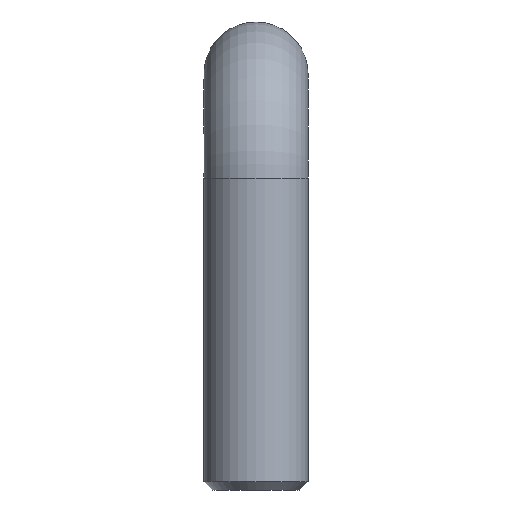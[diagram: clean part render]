
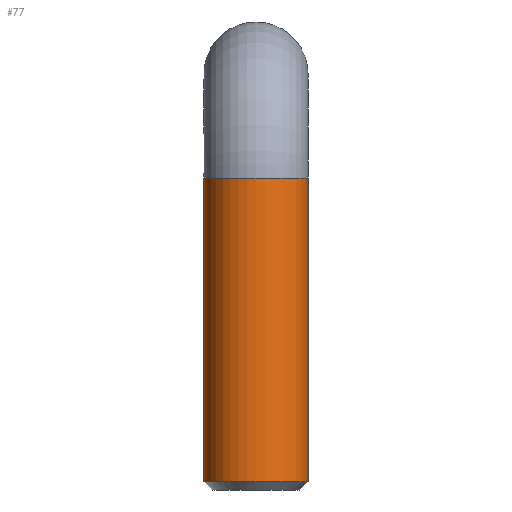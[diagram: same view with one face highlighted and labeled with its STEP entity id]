
A CAD part, left-side view. The second image highlights one B-rep face of the part: STEP entity #77.
In plain terms, the highlighted cylindrical face has radius 3.175 mm (diameter 6.35 mm), a full revolution.
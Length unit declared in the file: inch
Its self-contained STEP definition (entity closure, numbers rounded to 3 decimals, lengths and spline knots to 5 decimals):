
#18=CYLINDRICAL_SURFACE('',#94,0.125);
#21=FACE_BOUND('',#35,.T.);
#26=FACE_OUTER_BOUND('',#34,.T.);
#34=EDGE_LOOP('',(#64));
#35=EDGE_LOOP('',(#65));
#44=CIRCLE('',#92,0.125);
#46=CIRCLE('',#95,0.125);
#50=VERTEX_POINT('',#134);
#52=VERTEX_POINT('',#139);
#56=EDGE_CURVE('',#50,#50,#44,.T.);
#58=EDGE_CURVE('',#52,#52,#46,.T.);
#64=ORIENTED_EDGE('',*,*,#58,.T.);
#65=ORIENTED_EDGE('',*,*,#56,.F.);
#77=ADVANCED_FACE('',(#26,#21),#18,.T.);
#92=AXIS2_PLACEMENT_3D('',#135,#108,#109);
#94=AXIS2_PLACEMENT_3D('',#138,#112,#113);
#95=AXIS2_PLACEMENT_3D('',#140,#114,#115);
#108=DIRECTION('center_axis',(0.,0.,-1.));
#109=DIRECTION('ref_axis',(0.,-1.,0.));
#112=DIRECTION('center_axis',(0.,0.,-1.));
#113=DIRECTION('ref_axis',(0.,-1.,0.));
#114=DIRECTION('center_axis',(0.,0.,-1.));
#115=DIRECTION('ref_axis',(0.,-1.,0.));
#134=CARTESIAN_POINT('',(-1.875,0.125,-0.98));
#135=CARTESIAN_POINT('Origin',(-1.875,0.,-0.98));
#138=CARTESIAN_POINT('Origin',(-1.875,0.,-0.25));
#139=CARTESIAN_POINT('',(-1.875,0.125,-0.25));
#140=CARTESIAN_POINT('Origin',(-1.875,0.,-0.25));
